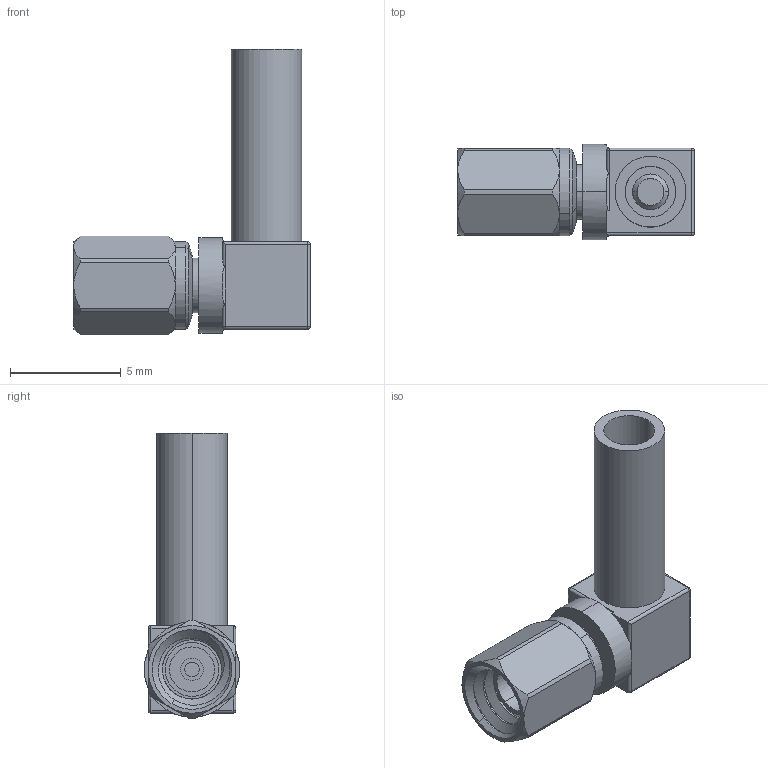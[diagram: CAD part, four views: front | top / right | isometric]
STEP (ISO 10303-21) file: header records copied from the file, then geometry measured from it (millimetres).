
FILE_DESCRIPTION (( 'STEP AP203' ), '1' );
FILE_NAME ('PE45496.step', '2018-11-28T23:08:22', ( '' ), ( '' ), 'SwSTEP 2.0', 'SolidWorks 2017', '' );
FILE_SCHEMA (( 'CONFIG_CONTROL_DESIGN' ));
Length unit declared in the file: inch
Products named in the file (1): PE45496
Bounding box: 10.7 x 4.32 x 12.91 mm (x, y, z)
Volume: 159.7 mm3; surface area: 492.2 mm2
Topology: 2 solids, 2 shells, 135 faces, 311 edges, 181 vertices
Faces by surface type: cylinder 65, plane 31, cone 29, sphere 7, bspline 3
Entity records: 4732 total; most frequent: CARTESIAN_POINT 1753, DIRECTION 609, ORIENTED_EDGE 608, EDGE_CURVE 304, AXIS2_PLACEMENT_3D 249, VERTEX_POINT 181, EDGE_LOOP 145, FACE_OUTER_BOUND 135
